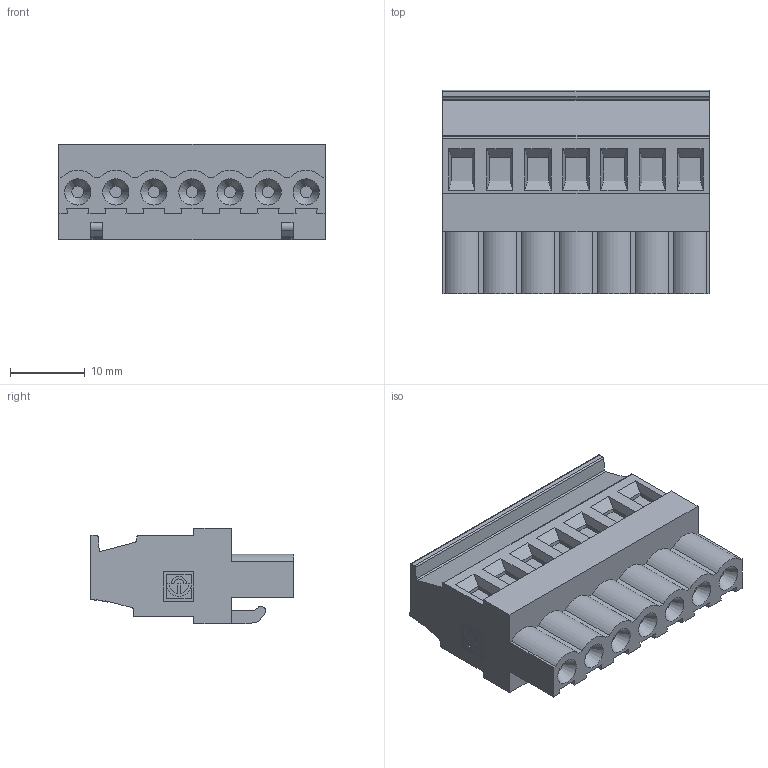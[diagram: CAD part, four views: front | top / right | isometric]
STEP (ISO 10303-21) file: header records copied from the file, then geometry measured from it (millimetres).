
FILE_DESCRIPTION(('STEP AP214'),'1');
FILE_NAME('SV07-5,08-P.stp','2020-05-11T07:27:02',(' '),(' '),'Spatial InterOp 3D',' ',' ');
FILE_SCHEMA(('automotive_design'));
Length unit declared in the file: metre
Products named in the file (1): 1
Bounding box: 35.56 x 27.1 x 12.7 mm (x, y, z)
Volume: 7970.9 mm3; surface area: 4009.5 mm2
Topology: 1 solids, 1 shells, 257 faces, 655 edges, 425 vertices
Faces by surface type: plane 198, cylinder 51, cone 7, extrusion 1
Full cylindrical faces by diameter (mm): 1.6 x7, 4 x7
Entity records: 9520 total; most frequent: CARTESIAN_POINT 1319, DIRECTION 1251, ORIENTED_EDGE 1240, EDGE_CURVE 620, VECTOR 477, LINE 476, VERTEX_POINT 411, AXIS2_PLACEMENT_3D 387
